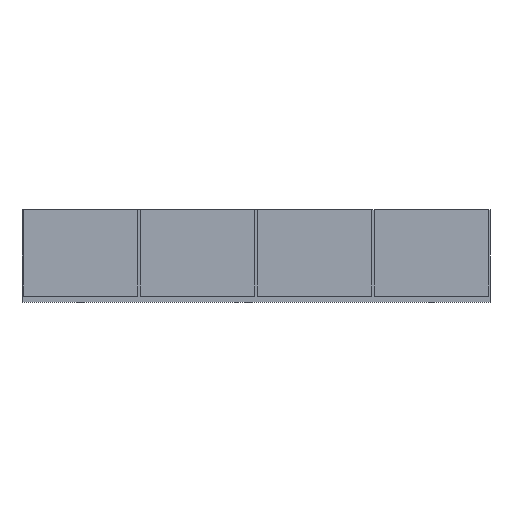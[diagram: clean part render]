
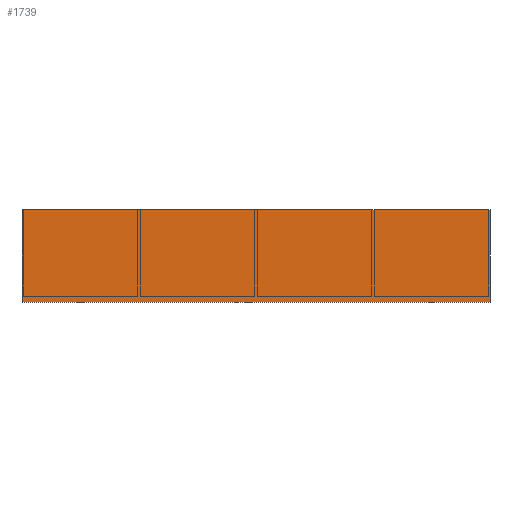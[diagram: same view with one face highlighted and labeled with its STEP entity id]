
A CAD part, left-side view. The second image highlights one B-rep face of the part: STEP entity #1739.
In plain terms, the highlighted planar face has unit normal (-1, 0, 0).
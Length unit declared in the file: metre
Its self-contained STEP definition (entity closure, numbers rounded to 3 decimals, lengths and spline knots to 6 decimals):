
#326=ORIENTED_EDGE('',*,*,#546,.F.);
#327=ORIENTED_EDGE('',*,*,#718,.T.);
#328=ORIENTED_EDGE('',*,*,#719,.T.);
#329=ORIENTED_EDGE('',*,*,#720,.F.);
#546=EDGE_CURVE('',#782,#783,#942,.T.);
#718=EDGE_CURVE('',#782,#884,#1112,.T.);
#719=EDGE_CURVE('',#884,#885,#1113,.T.);
#720=EDGE_CURVE('',#783,#885,#1114,.T.);
#782=VERTEX_POINT('',#2447);
#783=VERTEX_POINT('',#2449);
#884=VERTEX_POINT('',#2773);
#885=VERTEX_POINT('',#2777);
#942=LINE('',#2448,#1170);
#1112=LINE('',#2774,#1340);
#1113=LINE('',#2776,#1341);
#1114=LINE('',#2778,#1342);
#1170=VECTOR('',#1957,1.);
#1340=VECTOR('',#2235,1.);
#1341=VECTOR('',#2238,1.);
#1342=VECTOR('',#2239,1.);
#1417=EDGE_LOOP('',(#326,#327,#328,#329));
#1539=FACE_BOUND('',#1417,.T.);
#1645=PLANE('',#1852);
#1739=ADVANCED_FACE('',(#1539),#1645,.F.);
#1852=AXIS2_PLACEMENT_3D('',#2775,#2236,#2237);
#1957=DIRECTION('',(0.,-1.,0.));
#2235=DIRECTION('',(0.,0.,-1.));
#2236=DIRECTION('',(1.,0.,0.));
#2237=DIRECTION('',(0.,0.,-1.));
#2238=DIRECTION('',(0.,-1.,0.));
#2239=DIRECTION('',(0.,0.,-1.));
#2447=CARTESIAN_POINT('',(-0.114,0.114,0.045));
#2448=CARTESIAN_POINT('',(-0.114,0.,0.045));
#2449=CARTESIAN_POINT('',(-0.114,-0.114,0.045));
#2773=CARTESIAN_POINT('',(-0.114,0.114,0.));
#2774=CARTESIAN_POINT('',(-0.114,0.114,0.003));
#2775=CARTESIAN_POINT('',(-0.114,0.,0.003));
#2776=CARTESIAN_POINT('',(-0.114,0.,0.));
#2777=CARTESIAN_POINT('',(-0.114,-0.114,0.));
#2778=CARTESIAN_POINT('',(-0.114,-0.114,0.003));
